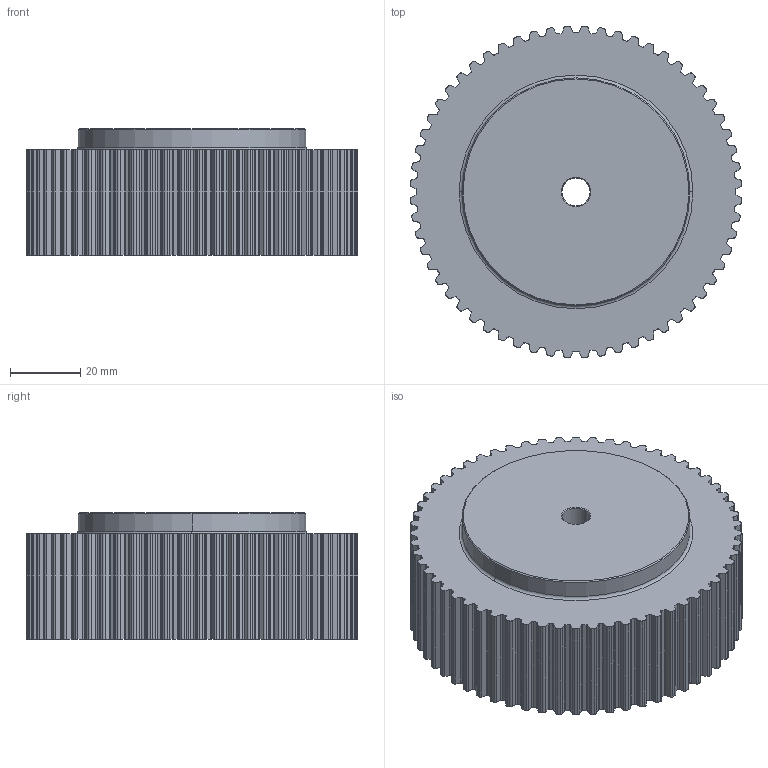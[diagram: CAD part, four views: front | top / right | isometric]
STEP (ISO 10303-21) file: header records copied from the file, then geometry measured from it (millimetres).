
FILE_DESCRIPTION((''),'2;1');
FILE_NAME('LS36T5_60-0_HUB-65X6_D-8H7','2015-10-16T',('SYSTEM'),(''),'PRO/ENGINEER BY PARAMETRIC TECHNOLOGY CORPORATION, 2015110','PRO/ENGINEER BY PARAMETRIC TECHNOLOGY CORPORATION, 2015110','');
FILE_SCHEMA(('AUTOMOTIVE_DESIGN { 1 0 10303 214 1 1 1 1 }'));
Length unit declared in the file: millimetre
Products named in the file (1): LS36T5_60-0_HUB-65X6_D-8H7
Bounding box: 94.56 x 94.56 x 36 mm (x, y, z)
Volume: 220741 mm3; surface area: 28212.3 mm2
Topology: 1 solids, 1 shells, 495 faces, 1468 edges, 976 vertices
Faces by surface type: cylinder 304, plane 183, cone 6, torus 2
Entity records: 17052 total; most frequent: DIRECTION 3076, CARTESIAN_POINT 2941, ORIENTED_EDGE 2936, EDGE_CURVE 1468, AXIS2_PLACEMENT_3D 1113, VERTEX_POINT 976, VECTOR 850, LINE 850
